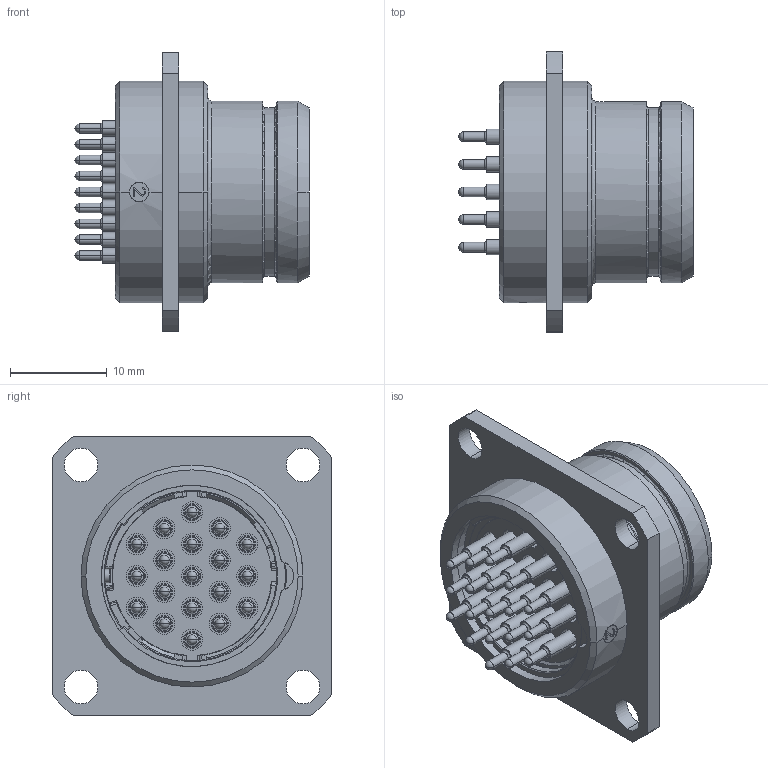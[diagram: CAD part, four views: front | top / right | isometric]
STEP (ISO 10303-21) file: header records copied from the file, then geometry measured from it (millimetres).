
FILE_DESCRIPTION((''),'2;1');
FILE_NAME('1332E319MY','2024-07-30T13:48:02',('paultorloting'),('NET AG system integration'),'CREO PARAMETRIC BY PTC INC, 2021404','CREO PARAMETRIC BY PTC INC, 2021404','');
FILE_SCHEMA(('AUTOMOTIVE_DESIGN { 1 0 10303 214 1 1 1 1 }'));
Length unit declared in the file: millimetre
Products named in the file (1): 1332E319MY
Bounding box: 24.28 x 29 x 29 mm (x, y, z)
Volume: 5052.2 mm3; surface area: 5980.2 mm2
Topology: 1 solids, 1 shells, 1266 faces, 3138 edges, 1998 vertices
Faces by surface type: plane 677, cylinder 324, torus 132, cone 56, bspline 39, sphere 38
Entity records: 46479 total; most frequent: CARTESIAN_POINT 7793, DIRECTION 6566, ORIENTED_EDGE 6200, EDGE_CURVE 3100, AXIS2_PLACEMENT_3D 2364, VERTEX_POINT 1998, VECTOR 1835, LINE 1835
